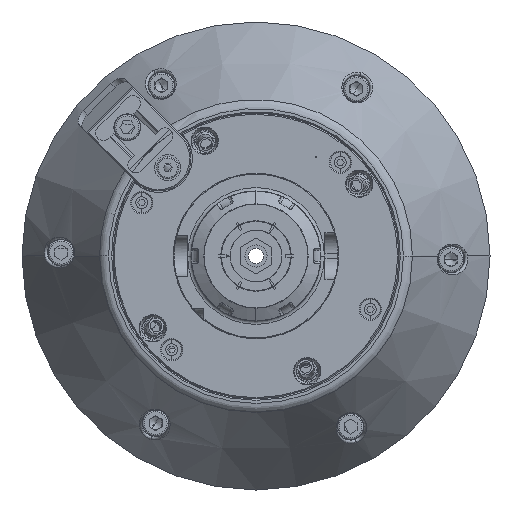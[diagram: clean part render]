
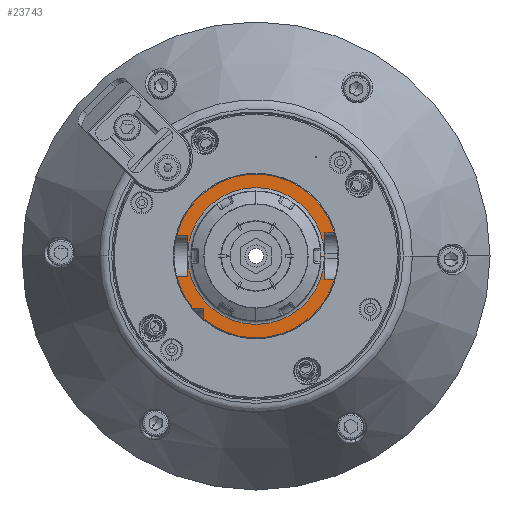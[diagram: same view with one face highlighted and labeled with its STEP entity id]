
A CAD part, left-side view. The second image highlights one B-rep face of the part: STEP entity #23743.
In plain terms, the highlighted planar face has unit normal (-1, 0, 0).
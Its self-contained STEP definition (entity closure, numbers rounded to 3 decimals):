
#981 = LINE ( 'NONE', #55397, #24418 ) ;
#1474 = ORIENTED_EDGE ( 'NONE', *, *, #49241, .F. ) ;
#2324 = EDGE_CURVE ( 'NONE', #27425, #3173, #34830, .T. ) ;
#3054 = DIRECTION ( 'NONE',  ( 0., 0., -1. ) ) ;
#3173 = VERTEX_POINT ( 'NONE', #42983 ) ;
#4050 = CARTESIAN_POINT ( 'NONE',  ( -26., 20., -20. ) ) ;
#4134 = EDGE_CURVE ( 'NONE', #15448, #10760, #981, .T. ) ;
#4582 = CARTESIAN_POINT ( 'NONE',  ( -26., 0., 0. ) ) ;
#5374 = PLANE ( 'NONE',  #26452 ) ;
#5854 = CARTESIAN_POINT ( 'NONE',  ( -26., 24.336, -20. ) ) ;
#6926 = DIRECTION ( 'NONE',  ( 1., 0., 0. ) ) ;
#8613 = DIRECTION ( 'NONE',  ( 0., 0., -1. ) ) ;
#9635 = EDGE_CURVE ( 'NONE', #22537, #19293, #52390, .T. ) ;
#9812 = DIRECTION ( 'NONE',  ( 0., -1., 0. ) ) ;
#10668 = EDGE_LOOP ( 'NONE', ( #57385, #37018 ) ) ;
#10760 = VERTEX_POINT ( 'NONE', #11735 ) ;
#11428 = CARTESIAN_POINT ( 'NONE',  ( -26., -26.5, -9. ) ) ;
#11472 = CARTESIAN_POINT ( 'NONE',  ( -26., -26.5, 9. ) ) ;
#11735 = CARTESIAN_POINT ( 'NONE',  ( -26., 26.5, 8. ) ) ;
#12106 = ORIENTED_EDGE ( 'NONE', *, *, #27349, .F. ) ;
#12114 = EDGE_CURVE ( 'NONE', #10760, #18274, #33775, .T. ) ;
#12595 = DIRECTION ( 'NONE',  ( 0., -1., 0. ) ) ;
#14331 = FACE_BOUND ( 'NONE', #10668, .T. ) ;
#14837 = CARTESIAN_POINT ( 'NONE',  ( -26., 31.501, -8. ) ) ;
#14850 = DIRECTION ( 'NONE',  ( 1., 0., 0. ) ) ;
#15448 = VERTEX_POINT ( 'NONE', #23261 ) ;
#15794 = EDGE_CURVE ( 'NONE', #43727, #32293, #38968, .T. ) ;
#15888 = DIRECTION ( 'NONE',  ( 1., 0., 0. ) ) ;
#16422 = VECTOR ( 'NONE', #8613, 1000. ) ;
#16960 = DIRECTION ( 'NONE',  ( 1., 0., 0. ) ) ;
#17256 = VECTOR ( 'NONE', #12595, 1000. ) ;
#18274 = VERTEX_POINT ( 'NONE', #34025 ) ;
#18641 = EDGE_CURVE ( 'NONE', #28796, #28092, #37269, .T. ) ;
#19242 = CARTESIAN_POINT ( 'NONE',  ( -26., 0., 0. ) ) ;
#19293 = VERTEX_POINT ( 'NONE', #47288 ) ;
#19411 = LINE ( 'NONE', #26189, #24903 ) ;
#20924 = ORIENTED_EDGE ( 'NONE', *, *, #2324, .F. ) ;
#21977 = DIRECTION ( 'NONE',  ( 1., 0., 0. ) ) ;
#22537 = VERTEX_POINT ( 'NONE', #43298 ) ;
#22930 = CARTESIAN_POINT ( 'NONE',  ( -26., 0., -31.5 ) ) ;
#23247 = ORIENTED_EDGE ( 'NONE', *, *, #51776, .F. ) ;
#23261 = CARTESIAN_POINT ( 'NONE',  ( -26., 30.467, 8. ) ) ;
#23743 = ADVANCED_FACE ( 'NONE', ( #14331, #36480 ), #5374, .F. ) ;
#24418 = VECTOR ( 'NONE', #37050, 1000. ) ;
#24903 = VECTOR ( 'NONE', #40752, 1000. ) ;
#25557 = VECTOR ( 'NONE', #33233, 1000. ) ;
#25744 = VERTEX_POINT ( 'NONE', #43373 ) ;
#26189 = CARTESIAN_POINT ( 'NONE',  ( -26., -31.501, -9. ) ) ;
#26324 = AXIS2_PLACEMENT_3D ( 'NONE', #31784, #15888, #32547 ) ;
#26452 = AXIS2_PLACEMENT_3D ( 'NONE', #22930, #14850, #9812 ) ;
#27256 = VECTOR ( 'NONE', #3054, 1000. ) ;
#27349 = EDGE_CURVE ( 'NONE', #15448, #25744, #37729, .T. ) ;
#27425 = VERTEX_POINT ( 'NONE', #46755 ) ;
#28092 = VERTEX_POINT ( 'NONE', #4050 ) ;
#28796 = VERTEX_POINT ( 'NONE', #5854 ) ;
#29039 = ORIENTED_EDGE ( 'NONE', *, *, #38233, .F. ) ;
#29512 = CARTESIAN_POINT ( 'NONE',  ( -26., 20., -29. ) ) ;
#29842 = DIRECTION ( 'NONE',  ( 0., 0., -1. ) ) ;
#30703 = ORIENTED_EDGE ( 'NONE', *, *, #46026, .T. ) ;
#31333 = LINE ( 'NONE', #52222, #54987 ) ;
#31784 = CARTESIAN_POINT ( 'NONE',  ( -26., 0., 0. ) ) ;
#31814 = CARTESIAN_POINT ( 'NONE',  ( -26., 26.5, 8. ) ) ;
#32293 = VERTEX_POINT ( 'NONE', #11428 ) ;
#32547 = DIRECTION ( 'NONE',  ( 0., -1., 0. ) ) ;
#33233 = DIRECTION ( 'NONE',  ( 0., -1., 0. ) ) ;
#33775 = LINE ( 'NONE', #31814, #16422 ) ;
#34025 = CARTESIAN_POINT ( 'NONE',  ( -26., 26.5, -8. ) ) ;
#34830 = CIRCLE ( 'NONE', #41944, 31.5 ) ;
#35575 = AXIS2_PLACEMENT_3D ( 'NONE', #47808, #46115, #56893 ) ;
#36078 = CARTESIAN_POINT ( 'NONE',  ( -26., 30.467, -8. ) ) ;
#36480 = FACE_OUTER_BOUND ( 'NONE', #50637, .T. ) ;
#37018 = ORIENTED_EDGE ( 'NONE', *, *, #9635, .T. ) ;
#37050 = DIRECTION ( 'NONE',  ( 0., -1., 0. ) ) ;
#37269 = LINE ( 'NONE', #41998, #25557 ) ;
#37729 = CIRCLE ( 'NONE', #35575, 31.5 ) ;
#37938 = CIRCLE ( 'NONE', #26324, 26.323 ) ;
#38233 = EDGE_CURVE ( 'NONE', #28796, #44519, #39279, .T. ) ;
#38627 = EDGE_CURVE ( 'NONE', #19293, #22537, #37938, .T. ) ;
#38968 = LINE ( 'NONE', #56172, #43021 ) ;
#39007 = LINE ( 'NONE', #29512, #27256 ) ;
#39200 = AXIS2_PLACEMENT_3D ( 'NONE', #4582, #16960, #51795 ) ;
#39279 = CIRCLE ( 'NONE', #39200, 31.5 ) ;
#39953 = EDGE_CURVE ( 'NONE', #27425, #32293, #19411, .T. ) ;
#40224 = ORIENTED_EDGE ( 'NONE', *, *, #15794, .F. ) ;
#40444 = AXIS2_PLACEMENT_3D ( 'NONE', #46545, #21977, #41141 ) ;
#40752 = DIRECTION ( 'NONE',  ( 0., 1., 0. ) ) ;
#40891 = ORIENTED_EDGE ( 'NONE', *, *, #18641, .T. ) ;
#41141 = DIRECTION ( 'NONE',  ( 0., -1., 0. ) ) ;
#41944 = AXIS2_PLACEMENT_3D ( 'NONE', #19242, #6926, #49143 ) ;
#41998 = CARTESIAN_POINT ( 'NONE',  ( -26., 31.501, -20. ) ) ;
#42983 = CARTESIAN_POINT ( 'NONE',  ( -26., 20., -24.336 ) ) ;
#43021 = VECTOR ( 'NONE', #29842, 1000. ) ;
#43298 = CARTESIAN_POINT ( 'NONE',  ( -26., 26.323, 0. ) ) ;
#43373 = CARTESIAN_POINT ( 'NONE',  ( -26., -30.187, 9. ) ) ;
#43727 = VERTEX_POINT ( 'NONE', #11472 ) ;
#44519 = VERTEX_POINT ( 'NONE', #36078 ) ;
#46026 = EDGE_CURVE ( 'NONE', #28092, #3173, #39007, .T. ) ;
#46115 = DIRECTION ( 'NONE',  ( 1., 0., 0. ) ) ;
#46545 = CARTESIAN_POINT ( 'NONE',  ( -26., 0., 0. ) ) ;
#46755 = CARTESIAN_POINT ( 'NONE',  ( -26., -30.187, -9. ) ) ;
#47288 = CARTESIAN_POINT ( 'NONE',  ( -26., -26.323, 0. ) ) ;
#47641 = DIRECTION ( 'NONE',  ( 0., 1., 0. ) ) ;
#47808 = CARTESIAN_POINT ( 'NONE',  ( -26., 0., 0. ) ) ;
#48828 = ORIENTED_EDGE ( 'NONE', *, *, #39953, .T. ) ;
#49143 = DIRECTION ( 'NONE',  ( 0., -1., 0. ) ) ;
#49241 = EDGE_CURVE ( 'NONE', #25744, #43727, #31333, .T. ) ;
#49974 = ORIENTED_EDGE ( 'NONE', *, *, #12114, .T. ) ;
#50637 = EDGE_LOOP ( 'NONE', ( #40891, #30703, #20924, #48828, #40224, #1474, #12106, #52737, #49974, #23247, #29039 ) ) ;
#51776 = EDGE_CURVE ( 'NONE', #44519, #18274, #54942, .T. ) ;
#51795 = DIRECTION ( 'NONE',  ( 0., -1., 0. ) ) ;
#52222 = CARTESIAN_POINT ( 'NONE',  ( -26., -31.501, 9. ) ) ;
#52390 = CIRCLE ( 'NONE', #40444, 26.323 ) ;
#52737 = ORIENTED_EDGE ( 'NONE', *, *, #4134, .T. ) ;
#54942 = LINE ( 'NONE', #14837, #17256 ) ;
#54987 = VECTOR ( 'NONE', #47641, 1000. ) ;
#55397 = CARTESIAN_POINT ( 'NONE',  ( -26., 31.501, 8. ) ) ;
#56172 = CARTESIAN_POINT ( 'NONE',  ( -26., -26.5, 9. ) ) ;
#56893 = DIRECTION ( 'NONE',  ( 0., -1., 0. ) ) ;
#57385 = ORIENTED_EDGE ( 'NONE', *, *, #38627, .T. ) ;
